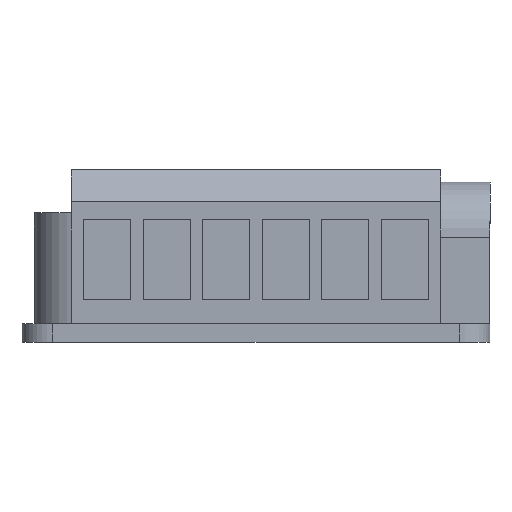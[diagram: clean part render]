
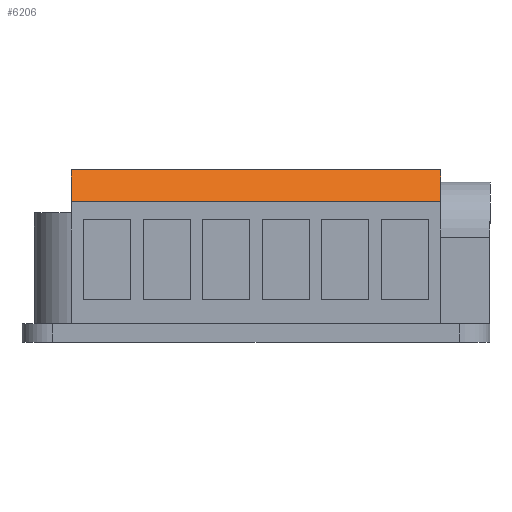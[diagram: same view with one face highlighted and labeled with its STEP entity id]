
A CAD part, left-side view. The second image highlights one B-rep face of the part: STEP entity #6206.
In plain terms, the highlighted planar face has unit normal (-0.866, 0, 0.5).
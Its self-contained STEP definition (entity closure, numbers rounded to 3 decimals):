
#2319 = PLANE('',#2320);
#2320 = AXIS2_PLACEMENT_3D('',#2321,#2322,#2323);
#2321 = CARTESIAN_POINT('',(1.,34.,1.5));
#2322 = DIRECTION('',(0.,-1.,0.));
#2323 = DIRECTION('',(0.,0.,-1.));
#2347 = PLANE('',#2348);
#2348 = AXIS2_PLACEMENT_3D('',#2349,#2350,#2351);
#2349 = CARTESIAN_POINT('',(1.,4.,1.5));
#2350 = DIRECTION('',(1.,0.,0.));
#2351 = DIRECTION('',(0.,0.,1.));
#2373 = PLANE('',#2374);
#2374 = AXIS2_PLACEMENT_3D('',#2375,#2376,#2377);
#2375 = CARTESIAN_POINT('',(1.,4.,1.5));
#2376 = DIRECTION('',(0.,-1.,0.));
#2377 = DIRECTION('',(0.,0.,-1.));
#5282 = VERTEX_POINT('',#5283);
#5283 = CARTESIAN_POINT('',(1.,4.,11.402));
#5330 = VERTEX_POINT('',#5331);
#5331 = CARTESIAN_POINT('',(2.5,4.,14.));
#5345 = PLANE('',#5346);
#5346 = AXIS2_PLACEMENT_3D('',#5347,#5348,#5349);
#5347 = CARTESIAN_POINT('',(2.5,4.,14.));
#5348 = DIRECTION('',(0.,0.,-1.));
#5349 = DIRECTION('',(1.,0.,0.));
#5357 = EDGE_CURVE('',#5282,#5330,#5358,.T.);
#5358 = SURFACE_CURVE('',#5359,(#5363,#5370),.PCURVE_S1.);
#5359 = LINE('',#5360,#5361);
#5360 = CARTESIAN_POINT('',(1.,4.,11.402));
#5361 = VECTOR('',#5362,1.);
#5362 = DIRECTION('',(0.5,0.,0.866)
  );
#5363 = PCURVE('',#2373,#5364);
#5364 = DEFINITIONAL_REPRESENTATION('',(#5365),#5369);
#5365 = LINE('',#5366,#5367);
#5366 = CARTESIAN_POINT('',(-9.902,0.));
#5367 = VECTOR('',#5368,1.);
#5368 = DIRECTION('',(-0.866,0.5));
#5369 = ( GEOMETRIC_REPRESENTATION_CONTEXT(2) 
PARAMETRIC_REPRESENTATION_CONTEXT() REPRESENTATION_CONTEXT('2D SPACE',''
  ) );
#5370 = PCURVE('',#5371,#5376);
#5371 = PLANE('',#5372);
#5372 = AXIS2_PLACEMENT_3D('',#5373,#5374,#5375);
#5373 = CARTESIAN_POINT('',(1.,4.,11.402));
#5374 = DIRECTION('',(0.866,0.,-0.5)
  );
#5375 = DIRECTION('',(0.5,0.,0.866)
  );
#5376 = DEFINITIONAL_REPRESENTATION('',(#5377),#5381);
#5377 = LINE('',#5378,#5379);
#5378 = CARTESIAN_POINT('',(0.,0.));
#5379 = VECTOR('',#5380,1.);
#5380 = DIRECTION('',(1.,0.));
#5381 = ( GEOMETRIC_REPRESENTATION_CONTEXT(2) 
PARAMETRIC_REPRESENTATION_CONTEXT() REPRESENTATION_CONTEXT('2D SPACE',''
  ) );
#5387 = VERTEX_POINT('',#5388);
#5388 = CARTESIAN_POINT('',(1.,34.,11.402));
#5435 = VERTEX_POINT('',#5436);
#5436 = CARTESIAN_POINT('',(2.5,34.,14.));
#5457 = EDGE_CURVE('',#5387,#5435,#5458,.T.);
#5458 = SURFACE_CURVE('',#5459,(#5463,#5470),.PCURVE_S1.);
#5459 = LINE('',#5460,#5461);
#5460 = CARTESIAN_POINT('',(1.,34.,11.402));
#5461 = VECTOR('',#5462,1.);
#5462 = DIRECTION('',(0.5,0.,0.866)
  );
#5463 = PCURVE('',#2319,#5464);
#5464 = DEFINITIONAL_REPRESENTATION('',(#5465),#5469);
#5465 = LINE('',#5466,#5467);
#5466 = CARTESIAN_POINT('',(-9.902,0.));
#5467 = VECTOR('',#5468,1.);
#5468 = DIRECTION('',(-0.866,0.5));
#5469 = ( GEOMETRIC_REPRESENTATION_CONTEXT(2) 
PARAMETRIC_REPRESENTATION_CONTEXT() REPRESENTATION_CONTEXT('2D SPACE',''
  ) );
#5470 = PCURVE('',#5371,#5471);
#5471 = DEFINITIONAL_REPRESENTATION('',(#5472),#5476);
#5472 = LINE('',#5473,#5474);
#5473 = CARTESIAN_POINT('',(0.,-30.));
#5474 = VECTOR('',#5475,1.);
#5475 = DIRECTION('',(1.,0.));
#5476 = ( GEOMETRIC_REPRESENTATION_CONTEXT(2) 
PARAMETRIC_REPRESENTATION_CONTEXT() REPRESENTATION_CONTEXT('2D SPACE',''
  ) );
#5483 = EDGE_CURVE('',#5282,#5387,#5484,.T.);
#5484 = SURFACE_CURVE('',#5485,(#5489,#5496),.PCURVE_S1.);
#5485 = LINE('',#5486,#5487);
#5486 = CARTESIAN_POINT('',(1.,4.,11.402));
#5487 = VECTOR('',#5488,1.);
#5488 = DIRECTION('',(0.,1.,0.));
#5489 = PCURVE('',#2347,#5490);
#5490 = DEFINITIONAL_REPRESENTATION('',(#5491),#5495);
#5491 = LINE('',#5492,#5493);
#5492 = CARTESIAN_POINT('',(9.902,0.));
#5493 = VECTOR('',#5494,1.);
#5494 = DIRECTION('',(0.,-1.));
#5495 = ( GEOMETRIC_REPRESENTATION_CONTEXT(2) 
PARAMETRIC_REPRESENTATION_CONTEXT() REPRESENTATION_CONTEXT('2D SPACE',''
  ) );
#5496 = PCURVE('',#5371,#5497);
#5497 = DEFINITIONAL_REPRESENTATION('',(#5498),#5502);
#5498 = LINE('',#5499,#5500);
#5499 = CARTESIAN_POINT('',(0.,0.));
#5500 = VECTOR('',#5501,1.);
#5501 = DIRECTION('',(0.,-1.));
#5502 = ( GEOMETRIC_REPRESENTATION_CONTEXT(2) 
PARAMETRIC_REPRESENTATION_CONTEXT() REPRESENTATION_CONTEXT('2D SPACE',''
  ) );
#6206 = ADVANCED_FACE('',(#6207),#5371,.F.);
#6207 = FACE_BOUND('',#6208,.F.);
#6208 = EDGE_LOOP('',(#6209,#6210,#6211,#6232));
#6209 = ORIENTED_EDGE('',*,*,#5483,.T.);
#6210 = ORIENTED_EDGE('',*,*,#5457,.T.);
#6211 = ORIENTED_EDGE('',*,*,#6212,.F.);
#6212 = EDGE_CURVE('',#5330,#5435,#6213,.T.);
#6213 = SURFACE_CURVE('',#6214,(#6218,#6225),.PCURVE_S1.);
#6214 = LINE('',#6215,#6216);
#6215 = CARTESIAN_POINT('',(2.5,4.,14.));
#6216 = VECTOR('',#6217,1.);
#6217 = DIRECTION('',(0.,1.,0.));
#6218 = PCURVE('',#5371,#6219);
#6219 = DEFINITIONAL_REPRESENTATION('',(#6220),#6224);
#6220 = LINE('',#6221,#6222);
#6221 = CARTESIAN_POINT('',(3.,0.));
#6222 = VECTOR('',#6223,1.);
#6223 = DIRECTION('',(0.,-1.));
#6224 = ( GEOMETRIC_REPRESENTATION_CONTEXT(2) 
PARAMETRIC_REPRESENTATION_CONTEXT() REPRESENTATION_CONTEXT('2D SPACE',''
  ) );
#6225 = PCURVE('',#5345,#6226);
#6226 = DEFINITIONAL_REPRESENTATION('',(#6227),#6231);
#6227 = LINE('',#6228,#6229);
#6228 = CARTESIAN_POINT('',(0.,0.));
#6229 = VECTOR('',#6230,1.);
#6230 = DIRECTION('',(0.,-1.));
#6231 = ( GEOMETRIC_REPRESENTATION_CONTEXT(2) 
PARAMETRIC_REPRESENTATION_CONTEXT() REPRESENTATION_CONTEXT('2D SPACE',''
  ) );
#6232 = ORIENTED_EDGE('',*,*,#5357,.F.);
